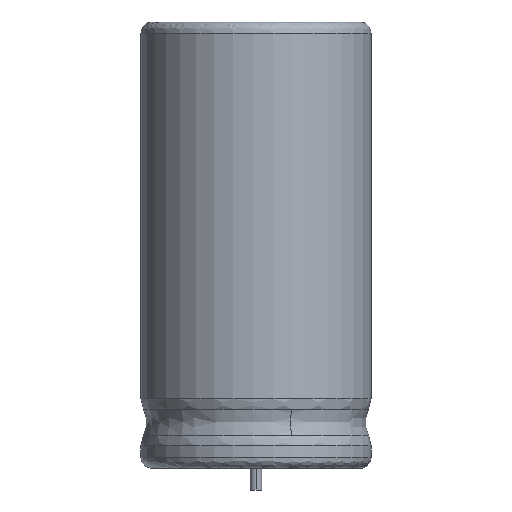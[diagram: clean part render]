
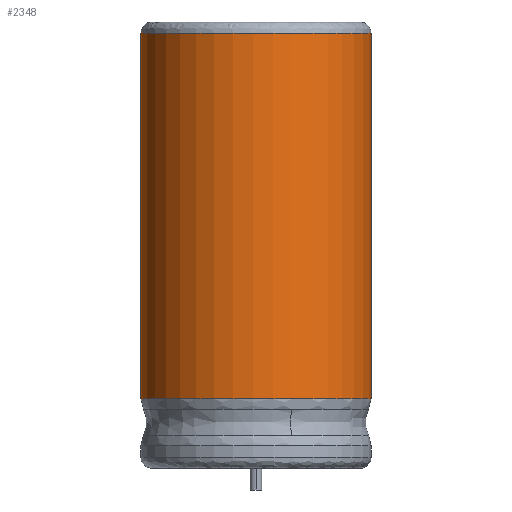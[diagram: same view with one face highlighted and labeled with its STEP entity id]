
A CAD part, left-side view. The second image highlights one B-rep face of the part: STEP entity #2348.
In plain terms, the highlighted cylindrical face has radius 8 mm (diameter 16 mm), a partial arc.
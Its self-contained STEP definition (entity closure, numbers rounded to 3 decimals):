
#65 = VERTEX_POINT ( 'NONE', #3318 ) ;
#159 = CYLINDRICAL_SURFACE ( 'NONE', #2335, 8. ) ;
#271 = CARTESIAN_POINT ( 'NONE',  ( 0., 0., -18.642 ) ) ;
#488 = VERTEX_POINT ( 'NONE', #3653 ) ;
#638 = VERTEX_POINT ( 'NONE', #1084 ) ;
#856 = DIRECTION ( 'NONE',  ( 0., 0., -1. ) ) ;
#939 = AXIS2_PLACEMENT_3D ( 'NONE', #271, #2736, #3297 ) ;
#1084 = CARTESIAN_POINT ( 'NONE',  ( 7.518, 2.736, -18.642 ) ) ;
#1185 = ORIENTED_EDGE ( 'NONE', *, *, #1829, .T. ) ;
#1479 = VECTOR ( 'NONE', #3417, 1000. ) ;
#1549 = AXIS2_PLACEMENT_3D ( 'NONE', #3980, #856, #3388 ) ;
#1596 = CARTESIAN_POINT ( 'NONE',  ( 7.518, 2.736, -5.779 ) ) ;
#1626 = CARTESIAN_POINT ( 'NONE',  ( 0., 0., -5.779 ) ) ;
#1683 = EDGE_LOOP ( 'NONE', ( #3982, #2446, #3096, #1185 ) ) ;
#1829 = EDGE_CURVE ( 'NONE', #3781, #488, #3238, .T. ) ;
#2024 = EDGE_CURVE ( 'NONE', #65, #638, #3737, .T. ) ;
#2335 = AXIS2_PLACEMENT_3D ( 'NONE', #1626, #2603, #2951 ) ;
#2348 = ADVANCED_FACE ( 'NONE', ( #2579 ), #159, .T. ) ;
#2446 = ORIENTED_EDGE ( 'NONE', *, *, #2024, .T. ) ;
#2578 = DIRECTION ( 'NONE',  ( 0., 0., 1. ) ) ;
#2579 = FACE_OUTER_BOUND ( 'NONE', #1683, .T. ) ;
#2603 = DIRECTION ( 'NONE',  ( 0., 0., 1. ) ) ;
#2616 = CARTESIAN_POINT ( 'NONE',  ( 7.518, -2.736, -5.779 ) ) ;
#2736 = DIRECTION ( 'NONE',  ( 0., 0., 1. ) ) ;
#2951 = DIRECTION ( 'NONE',  ( 1., 0., 0. ) ) ;
#3020 = EDGE_CURVE ( 'NONE', #638, #3781, #3783, .T. ) ;
#3021 = EDGE_CURVE ( 'NONE', #488, #65, #3724, .T. ) ;
#3096 = ORIENTED_EDGE ( 'NONE', *, *, #3020, .T. ) ;
#3238 = LINE ( 'NONE', #2616, #3896 ) ;
#3297 = DIRECTION ( 'NONE',  ( 1., 0., 0. ) ) ;
#3318 = CARTESIAN_POINT ( 'NONE',  ( 7.518, 2.736, 6.746 ) ) ;
#3388 = DIRECTION ( 'NONE',  ( 1., 0., 0. ) ) ;
#3417 = DIRECTION ( 'NONE',  ( 0., 0., -1. ) ) ;
#3653 = CARTESIAN_POINT ( 'NONE',  ( 7.518, -2.736, 6.746 ) ) ;
#3724 = CIRCLE ( 'NONE', #1549, 8. ) ;
#3737 = LINE ( 'NONE', #1596, #1479 ) ;
#3781 = VERTEX_POINT ( 'NONE', #3863 ) ;
#3783 = CIRCLE ( 'NONE', #939, 8. ) ;
#3863 = CARTESIAN_POINT ( 'NONE',  ( 7.518, -2.736, -18.642 ) ) ;
#3896 = VECTOR ( 'NONE', #2578, 1000. ) ;
#3980 = CARTESIAN_POINT ( 'NONE',  ( 0., 0., 6.746 ) ) ;
#3982 = ORIENTED_EDGE ( 'NONE', *, *, #3021, .T. ) ;
